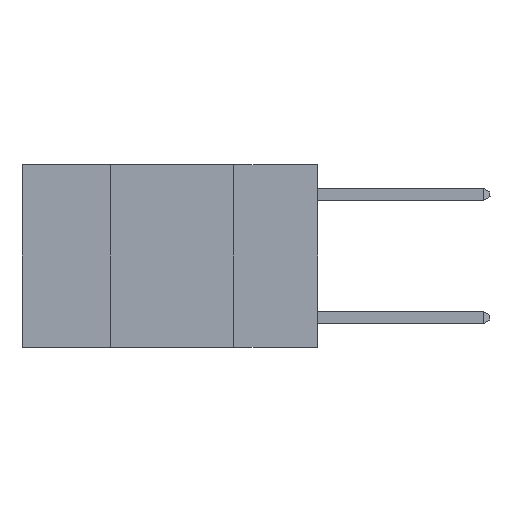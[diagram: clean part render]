
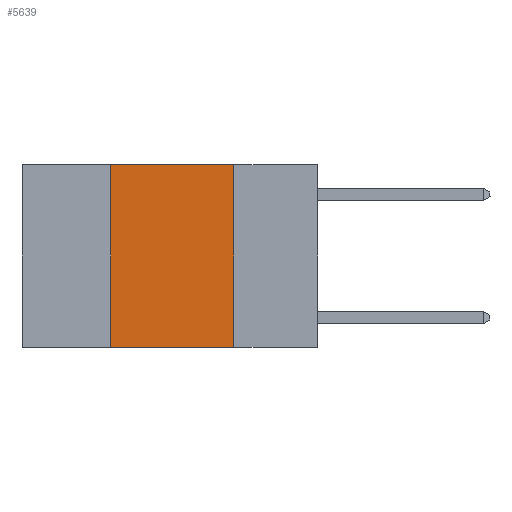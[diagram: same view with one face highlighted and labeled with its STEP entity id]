
A CAD part, left-side view. The second image highlights one B-rep face of the part: STEP entity #5639.
In plain terms, the highlighted planar face has unit normal (-1, 0, 0).
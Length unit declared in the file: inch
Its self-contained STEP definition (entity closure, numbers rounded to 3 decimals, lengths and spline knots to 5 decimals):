
#57 = ORIENTED_EDGE ( 'NONE', *, *, #4445, .F. ) ;
#294 = ORIENTED_EDGE ( 'NONE', *, *, #8987, .F. ) ;
#342 = EDGE_LOOP ( 'NONE', ( #57, #294, #514, #913 ) ) ;
#514 = ORIENTED_EDGE ( 'NONE', *, *, #12730, .F. ) ;
#526 = VECTOR ( 'NONE', #7660, 39.37008 ) ;
#560 = LINE ( 'NONE', #10286, #13139 ) ;
#782 = VERTEX_POINT ( 'NONE', #10348 ) ;
#913 = ORIENTED_EDGE ( 'NONE', *, *, #7405, .T. ) ;
#1344 = CARTESIAN_POINT ( 'NONE',  ( 0., 0.6, 0. ) ) ;
#1556 = FACE_OUTER_BOUND ( 'NONE', #342, .T. ) ;
#1600 = CARTESIAN_POINT ( 'NONE',  ( 0., 0.42, 0. ) ) ;
#2135 = DIRECTION ( 'NONE',  ( 0., 0., -1. ) ) ;
#2251 = DIRECTION ( 'NONE',  ( 1., 0., 0. ) ) ;
#4445 = EDGE_CURVE ( 'NONE', #8704, #782, #11716, .T. ) ;
#5174 = CARTESIAN_POINT ( 'NONE',  ( 0., 0.17, 0. ) ) ;
#5241 = DIRECTION ( 'NONE',  ( 0., -1., 0. ) ) ;
#5639 = ADVANCED_FACE ( 'NONE', ( #1556 ), #7538, .F. ) ;
#7032 = VERTEX_POINT ( 'NONE', #1600 ) ;
#7405 = EDGE_CURVE ( 'NONE', #8142, #782, #560, .T. ) ;
#7410 = CARTESIAN_POINT ( 'NONE',  ( 0., 0.17, 0. ) ) ;
#7538 = PLANE ( 'NONE',  #11590 ) ;
#7660 = DIRECTION ( 'NONE',  ( 0., -1., 0. ) ) ;
#7682 = CARTESIAN_POINT ( 'NONE',  ( 0., 0.42, 0. ) ) ;
#8142 = VERTEX_POINT ( 'NONE', #12985 ) ;
#8644 = DIRECTION ( 'NONE',  ( 0., 0., 1. ) ) ;
#8704 = VERTEX_POINT ( 'NONE', #5174 ) ;
#8987 = EDGE_CURVE ( 'NONE', #7032, #8704, #11464, .T. ) ;
#9075 = VECTOR ( 'NONE', #2135, 39.37008 ) ;
#9494 = DIRECTION ( 'NONE',  ( 0., 0., -1. ) ) ;
#9664 = VECTOR ( 'NONE', #8644, 39.37008 ) ;
#9980 = LINE ( 'NONE', #7682, #9664 ) ;
#10286 = CARTESIAN_POINT ( 'NONE',  ( 0., 0.6, -0.37 ) ) ;
#10348 = CARTESIAN_POINT ( 'NONE',  ( 0., 0.17, -0.37 ) ) ;
#11464 = LINE ( 'NONE', #1344, #526 ) ;
#11590 = AXIS2_PLACEMENT_3D ( 'NONE', #12396, #2251, #9494 ) ;
#11716 = LINE ( 'NONE', #7410, #9075 ) ;
#12396 = CARTESIAN_POINT ( 'NONE',  ( 0., 0.6, 0. ) ) ;
#12730 = EDGE_CURVE ( 'NONE', #8142, #7032, #9980, .T. ) ;
#12985 = CARTESIAN_POINT ( 'NONE',  ( 0., 0.42, -0.37 ) ) ;
#13139 = VECTOR ( 'NONE', #5241, 39.37008 ) ;
